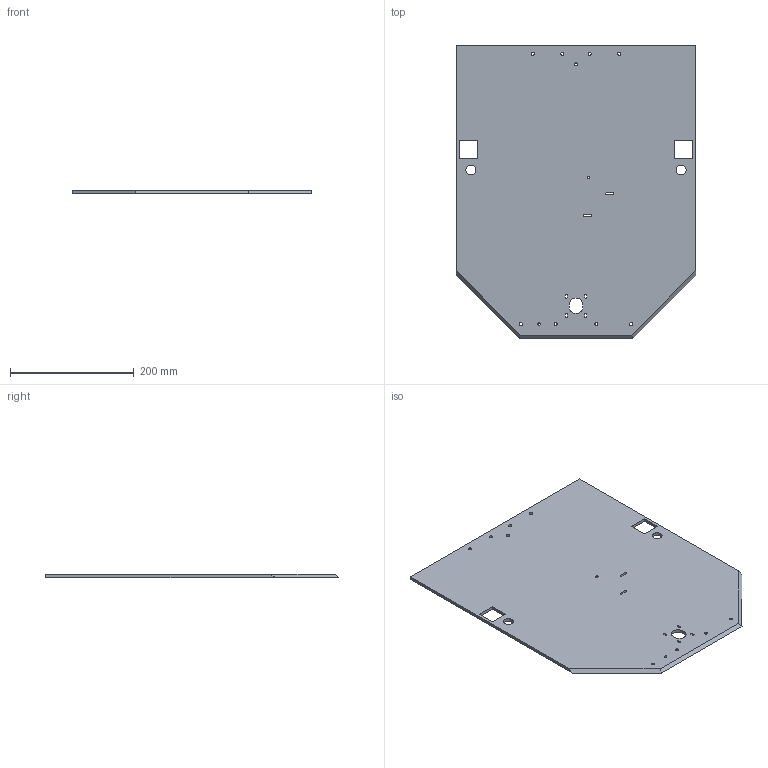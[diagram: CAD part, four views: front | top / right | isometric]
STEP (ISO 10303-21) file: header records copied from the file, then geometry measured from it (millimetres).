
FILE_DESCRIPTION(('FreeCAD Model'),'2;1');
FILE_NAME('Open CASCADE Shape Model','2025-10-31T14:38:56',( 'Benjamin W.'),('Chronic Mechatronic'), 'Open CASCADE STEP processor 7.8','FreeCAD','Unknown');
FILE_SCHEMA(('AUTOMOTIVE_DESIGN { 1 0 10303 214 1 1 1 1 }'));
Length unit declared in the file: millimetre
Products named in the file (1): top panel
Bounding box: 388 x 473 x 5 mm (x, y, z)
Volume: 844716.8 mm3; surface area: 350395.4 mm2
Topology: 1 solids, 1 shells, 57 faces, 165 edges, 110 vertices
Faces by surface type: plane 27, cylinder 27, bspline 3
Full cylindrical faces by diameter (mm): 4 x1, 4.2 x1, 5 x9, 16 x2
Entity records: 2023 total; most frequent: CARTESIAN_POINT 370, ORIENTED_EDGE 330, DIRECTION 325, EDGE_CURVE 165, VERTEX_POINT 110, AXIS2_PLACEMENT_3D 109, LINE 107, VECTOR 107
